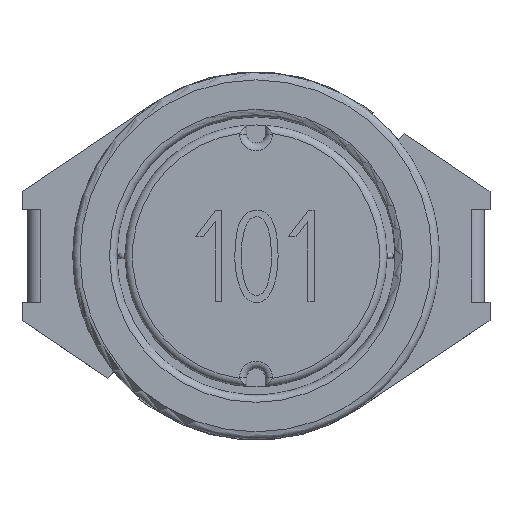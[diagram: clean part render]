
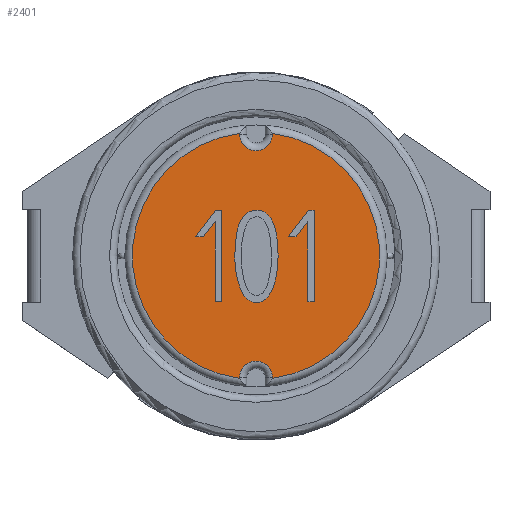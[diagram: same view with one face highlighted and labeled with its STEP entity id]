
A CAD part, top view. The second image highlights one B-rep face of the part: STEP entity #2401.
In plain terms, the highlighted planar face has unit normal (0, 0, 1).
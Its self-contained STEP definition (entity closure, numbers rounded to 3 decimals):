
#64=LINE('',#4630,#214);
#68=LINE('',#4639,#218);
#71=LINE('',#4645,#221);
#74=LINE('',#4651,#224);
#78=LINE('',#4659,#228);
#80=LINE('',#4663,#230);
#147=LINE('',#4833,#297);
#158=LINE('',#5060,#308);
#161=LINE('',#5066,#311);
#166=LINE('',#5076,#316);
#167=LINE('',#5078,#317);
#170=LINE('',#5084,#320);
#173=LINE('',#5090,#323);
#176=LINE('',#5096,#326);
#186=LINE('',#5125,#336);
#187=LINE('',#5138,#337);
#188=LINE('',#5148,#338);
#189=LINE('',#5162,#339);
#214=VECTOR('',#2603,1000.);
#218=VECTOR('',#2609,1000.);
#221=VECTOR('',#2614,1000.);
#224=VECTOR('',#2619,1000.);
#228=VECTOR('',#2625,1000.);
#230=VECTOR('',#2629,1000.);
#297=VECTOR('',#2782,1000.);
#308=VECTOR('',#2833,1000.);
#311=VECTOR('',#2838,1000.);
#316=VECTOR('',#2845,1000.);
#317=VECTOR('',#2848,1000.);
#320=VECTOR('',#2853,1000.);
#323=VECTOR('',#2858,1000.);
#326=VECTOR('',#2863,1000.);
#336=VECTOR('',#2893,1000.);
#337=VECTOR('',#2904,1000.);
#338=VECTOR('',#2919,1000.);
#339=VECTOR('',#2926,1000.);
#400=PLANE('',#2536);
#444=CIRCLE('',#2521,3.355);
#446=CIRCLE('',#2525,0.45);
#449=CIRCLE('',#2529,0.45);
#450=CIRCLE('',#2532,3.355);
#807=ORIENTED_EDGE('',*,*,#1115,.F.);
#808=ORIENTED_EDGE('',*,*,#1117,.F.);
#809=ORIENTED_EDGE('',*,*,#1121,.T.);
#810=ORIENTED_EDGE('',*,*,#1126,.F.);
#811=ORIENTED_EDGE('',*,*,#1124,.F.);
#812=ORIENTED_EDGE('',*,*,#1122,.T.);
#813=ORIENTED_EDGE('',*,*,#1118,.T.);
#814=ORIENTED_EDGE('',*,*,#1112,.T.);
#815=ORIENTED_EDGE('',*,*,#1056,.T.);
#816=ORIENTED_EDGE('',*,*,#972,.T.);
#817=ORIENTED_EDGE('',*,*,#970,.T.);
#818=ORIENTED_EDGE('',*,*,#966,.T.);
#819=ORIENTED_EDGE('',*,*,#963,.T.);
#820=ORIENTED_EDGE('',*,*,#960,.T.);
#821=ORIENTED_EDGE('',*,*,#956,.T.);
#822=ORIENTED_EDGE('',*,*,#1079,.T.);
#823=ORIENTED_EDGE('',*,*,#1081,.T.);
#824=ORIENTED_EDGE('',*,*,#1084,.T.);
#825=ORIENTED_EDGE('',*,*,#1089,.T.);
#826=ORIENTED_EDGE('',*,*,#1090,.T.);
#827=ORIENTED_EDGE('',*,*,#1093,.T.);
#828=ORIENTED_EDGE('',*,*,#1096,.T.);
#829=ORIENTED_EDGE('',*,*,#1099,.T.);
#956=EDGE_CURVE('',#1181,#1182,#64,.T.);
#960=EDGE_CURVE('',#1185,#1181,#68,.T.);
#963=EDGE_CURVE('',#1187,#1185,#71,.T.);
#966=EDGE_CURVE('',#1189,#1187,#74,.T.);
#970=EDGE_CURVE('',#1192,#1189,#78,.T.);
#972=EDGE_CURVE('',#1193,#1192,#80,.T.);
#1056=EDGE_CURVE('',#1182,#1193,#147,.T.);
#1079=EDGE_CURVE('',#1272,#1272,#1321,.T.);
#1081=EDGE_CURVE('',#1275,#1274,#158,.T.);
#1084=EDGE_CURVE('',#1274,#1277,#161,.T.);
#1089=EDGE_CURVE('',#1277,#1280,#166,.T.);
#1090=EDGE_CURVE('',#1280,#1281,#167,.T.);
#1093=EDGE_CURVE('',#1281,#1283,#170,.T.);
#1096=EDGE_CURVE('',#1283,#1285,#173,.T.);
#1099=EDGE_CURVE('',#1285,#1275,#176,.T.);
#1112=EDGE_CURVE('',#1292,#1291,#186,.T.);
#1115=EDGE_CURVE('',#1293,#1291,#444,.T.);
#1117=EDGE_CURVE('',#1294,#1293,#187,.T.);
#1118=EDGE_CURVE('',#1295,#1292,#446,.T.);
#1121=EDGE_CURVE('',#1294,#1296,#449,.T.);
#1122=EDGE_CURVE('',#1297,#1295,#188,.T.);
#1124=EDGE_CURVE('',#1297,#1298,#450,.T.);
#1126=EDGE_CURVE('',#1298,#1296,#189,.T.);
#1181=VERTEX_POINT('',#4631);
#1182=VERTEX_POINT('',#4632);
#1185=VERTEX_POINT('',#4640);
#1187=VERTEX_POINT('',#4646);
#1189=VERTEX_POINT('',#4652);
#1192=VERTEX_POINT('',#4660);
#1193=VERTEX_POINT('',#4664);
#1272=VERTEX_POINT('',#5053);
#1274=VERTEX_POINT('',#5059);
#1275=VERTEX_POINT('',#5061);
#1277=VERTEX_POINT('',#5067);
#1280=VERTEX_POINT('',#5075);
#1281=VERTEX_POINT('',#5079);
#1283=VERTEX_POINT('',#5085);
#1285=VERTEX_POINT('',#5091);
#1291=VERTEX_POINT('',#5124);
#1292=VERTEX_POINT('',#5126);
#1293=VERTEX_POINT('',#5133);
#1294=VERTEX_POINT('',#5137);
#1295=VERTEX_POINT('',#5141);
#1296=VERTEX_POINT('',#5145);
#1297=VERTEX_POINT('',#5149);
#1298=VERTEX_POINT('',#5156);
#1321=B_SPLINE_CURVE_WITH_KNOTS('',3,(#5037,#5038,#5039,#5040,#5041,#5042,
#5043,#5044,#5045,#5046,#5047,#5048,#5049,#5050,#5051,#5052),
 .UNSPECIFIED.,.T.,.F.,(4,3,2,3,2,2,4),(0.,0.127,0.251,
0.373,0.464,0.733,1.),.UNSPECIFIED.);
#1440=EDGE_LOOP('',(#807,#808,#809,#810,#811,#812,#813,#814));
#1441=EDGE_LOOP('',(#815,#816,#817,#818,#819,#820,#821));
#1442=EDGE_LOOP('',(#822));
#1443=EDGE_LOOP('',(#823,#824,#825,#826,#827,#828,#829));
#1574=FACE_BOUND('',#1440,.T.);
#1575=FACE_BOUND('',#1441,.T.);
#1576=FACE_BOUND('',#1442,.T.);
#1577=FACE_BOUND('',#1443,.T.);
#2401=ADVANCED_FACE('',(#1574,#1575,#1576,#1577),#400,.F.);
#2521=AXIS2_PLACEMENT_3D('',#5134,#2898,#2899);
#2525=AXIS2_PLACEMENT_3D('',#5140,#2907,#2908);
#2529=AXIS2_PLACEMENT_3D('',#5146,#2915,#2916);
#2532=AXIS2_PLACEMENT_3D('',#5155,#2922,#2923);
#2536=AXIS2_PLACEMENT_3D('',#5165,#2931,#2932);
#2603=DIRECTION('',(1.,0.,0.));
#2609=DIRECTION('',(0.602,0.798,0.));
#2614=DIRECTION('',(-1.,0.,0.));
#2619=DIRECTION('',(-0.612,-0.791,0.));
#2625=DIRECTION('',(0.,1.,0.));
#2629=DIRECTION('',(-1.,0.011,0.));
#2782=DIRECTION('',(0.,-1.,0.));
#2833=DIRECTION('',(0.,-1.,0.));
#2838=DIRECTION('',(-1.,0.011,0.));
#2845=DIRECTION('',(0.,1.,0.));
#2848=DIRECTION('',(-0.612,-0.791,0.));
#2853=DIRECTION('',(-1.,0.,0.));
#2858=DIRECTION('',(0.603,0.797,0.));
#2863=DIRECTION('',(1.,0.,0.));
#2893=DIRECTION('',(0.,1.,0.));
#2898=DIRECTION('',(0.,0.,-1.));
#2899=DIRECTION('',(-1.,0.,0.));
#2904=DIRECTION('',(0.,-1.,0.));
#2907=DIRECTION('',(0.,0.,-1.));
#2908=DIRECTION('',(-1.,0.,0.));
#2915=DIRECTION('',(0.,0.,-1.));
#2916=DIRECTION('',(-1.,0.,0.));
#2919=DIRECTION('',(0.,-1.,0.));
#2922=DIRECTION('',(0.,0.,-1.));
#2923=DIRECTION('',(-1.,0.,0.));
#2926=DIRECTION('',(0.,1.,0.));
#2931=DIRECTION('',(0.,0.,-1.));
#2932=DIRECTION('',(-1.,0.,0.));
#4630=CARTESIAN_POINT('',(-1.014,1.237,0.));
#4631=CARTESIAN_POINT('',(-1.096,1.237,0.));
#4632=CARTESIAN_POINT('',(-0.932,1.237,0.));
#4639=CARTESIAN_POINT('',(-1.368,0.876,0.));
#4640=CARTESIAN_POINT('',(-1.641,0.515,0.));
#4645=CARTESIAN_POINT('',(-1.534,0.515,0.));
#4646=CARTESIAN_POINT('',(-1.427,0.515,0.));
#4651=CARTESIAN_POINT('',(-1.267,0.721,0.));
#4652=CARTESIAN_POINT('',(-1.108,0.928,0.));
#4659=CARTESIAN_POINT('',(-1.108,-0.157,0.));
#4660=CARTESIAN_POINT('',(-1.108,-1.242,0.));
#4663=CARTESIAN_POINT('',(-1.02,-1.243,0.));
#4664=CARTESIAN_POINT('',(-0.932,-1.244,0.));
#4833=CARTESIAN_POINT('',(-0.932,-0.003,0.));
#5037=CARTESIAN_POINT('',(0.599,-0.005,0.));
#5038=CARTESIAN_POINT('',(0.599,-0.294,0.));
#5039=CARTESIAN_POINT('',(0.567,-0.548,0.));
#5040=CARTESIAN_POINT('',(0.498,-0.766,0.));
#5041=CARTESIAN_POINT('',(0.393,-1.097,0.));
#5042=CARTESIAN_POINT('',(0.232,-1.263,0.));
#5043=CARTESIAN_POINT('',(-0.209,-1.263,0.));
#5044=CARTESIAN_POINT('',(-0.368,-1.096,0.));
#5045=CARTESIAN_POINT('',(-0.471,-0.762,0.));
#5046=CARTESIAN_POINT('',(-0.54,-0.538,0.));
#5047=CARTESIAN_POINT('',(-0.576,-0.286,0.));
#5048=CARTESIAN_POINT('',(-0.576,0.823,0.));
#5049=CARTESIAN_POINT('',(-0.379,1.237,0.));
#5050=CARTESIAN_POINT('',(0.404,1.237,0.));
#5051=CARTESIAN_POINT('',(0.599,0.823,0.));
#5052=CARTESIAN_POINT('',(0.599,-0.005,0.));
#5053=CARTESIAN_POINT('',(0.599,-0.005,0.));
#5059=CARTESIAN_POINT('',(1.584,-1.244,0.));
#5060=CARTESIAN_POINT('',(1.584,-0.003,0.));
#5061=CARTESIAN_POINT('',(1.584,1.237,0.));
#5066=CARTESIAN_POINT('',(1.496,-1.243,0.));
#5067=CARTESIAN_POINT('',(1.408,-1.242,0.));
#5075=CARTESIAN_POINT('',(1.408,0.928,0.));
#5076=CARTESIAN_POINT('',(1.408,-0.157,0.));
#5078=CARTESIAN_POINT('',(1.248,0.721,0.));
#5079=CARTESIAN_POINT('',(1.089,0.515,0.));
#5084=CARTESIAN_POINT('',(0.982,0.515,0.));
#5085=CARTESIAN_POINT('',(0.875,0.515,0.));
#5090=CARTESIAN_POINT('',(1.148,0.876,0.));
#5091=CARTESIAN_POINT('',(1.421,1.237,0.));
#5096=CARTESIAN_POINT('',(1.502,1.237,0.));
#5124=CARTESIAN_POINT('',(-0.45,3.325,0.));
#5125=CARTESIAN_POINT('',(-0.45,3.546,0.));
#5126=CARTESIAN_POINT('',(-0.45,3.305,0.));
#5133=CARTESIAN_POINT('',(-0.45,-3.325,0.));
#5134=CARTESIAN_POINT('',(0.,0.,0.));
#5137=CARTESIAN_POINT('',(-0.45,-3.305,0.));
#5138=CARTESIAN_POINT('',(-0.45,0.,0.));
#5140=CARTESIAN_POINT('',(0.,3.305,0.));
#5141=CARTESIAN_POINT('',(0.45,3.305,0.));
#5145=CARTESIAN_POINT('',(0.45,-3.305,0.));
#5146=CARTESIAN_POINT('',(0.,-3.305,0.));
#5148=CARTESIAN_POINT('',(0.45,3.305,0.));
#5149=CARTESIAN_POINT('',(0.45,3.325,0.));
#5155=CARTESIAN_POINT('',(0.,0.,0.));
#5156=CARTESIAN_POINT('',(0.45,-3.325,0.));
#5162=CARTESIAN_POINT('',(0.45,0.,0.));
#5165=CARTESIAN_POINT('',(0.,0.,0.));
